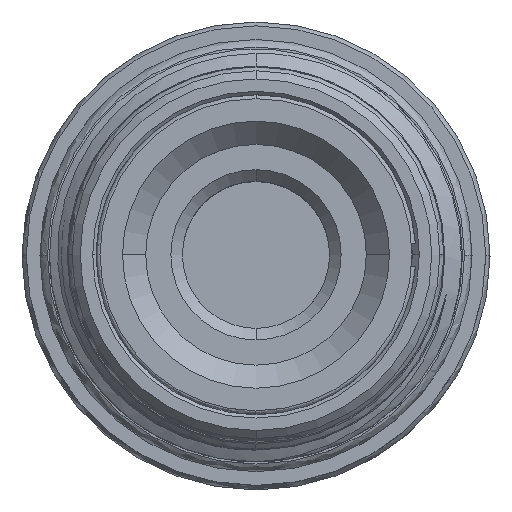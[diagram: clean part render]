
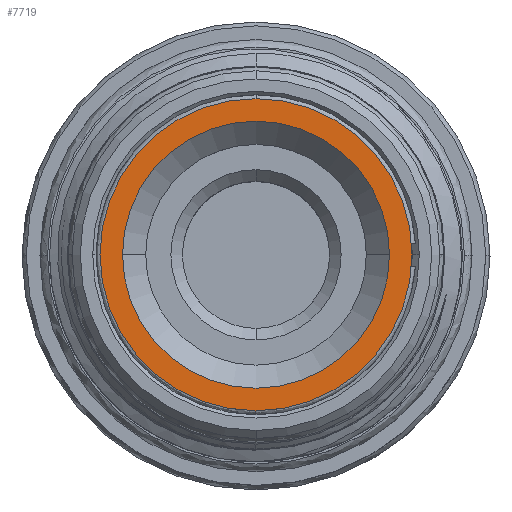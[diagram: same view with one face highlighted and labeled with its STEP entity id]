
A CAD part, top view. The second image highlights one B-rep face of the part: STEP entity #7719.
In plain terms, the highlighted planar face has unit normal (0, 0, 1).
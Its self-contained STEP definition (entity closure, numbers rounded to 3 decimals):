
#2275 = ORIENTED_EDGE ( 'NONE', *, *, #16545, .F. ) ;
#2276 = ORIENTED_EDGE ( 'NONE', *, *, #7003, .F. ) ;
#2277 = ORIENTED_EDGE ( 'NONE', *, *, #16563, .T. ) ;
#2278 = ORIENTED_EDGE ( 'NONE', *, *, #6946, .T. ) ;
#3075 = VERTEX_POINT ( 'NONE', #24116 ) ;
#3110 = VERTEX_POINT ( 'NONE', #24061 ) ;
#3115 = VERTEX_POINT ( 'NONE', #24054 ) ;
#3118 = VERTEX_POINT ( 'NONE', #24048 ) ;
#3810 = EDGE_LOOP ( 'NONE', ( #2275, #2276 ) ) ;
#3820 = EDGE_LOOP ( 'NONE', ( #2277, #2278 ) ) ;
#4586 = CIRCLE ( 'NONE', #6959, 11.525 ) ;
#4643 = CIRCLE ( 'NONE', #20798, 13.47 ) ;
#6163 = DIRECTION ( 'NONE',  ( -1., 0., 0. ) ) ;
#6164 = DIRECTION ( 'NONE',  ( 0., 0., -1. ) ) ;
#6165 = CARTESIAN_POINT ( 'NONE',  ( 0., 0., 108.85 ) ) ;
#6345 = DIRECTION ( 'NONE',  ( 1., 0., 0. ) ) ;
#6346 = DIRECTION ( 'NONE',  ( 0., 0., -1. ) ) ;
#6347 = CARTESIAN_POINT ( 'NONE',  ( 0., 0., 108.85 ) ) ;
#6946 = EDGE_CURVE ( 'NONE', #3110, #3118, #4586, .T. ) ;
#6959 = AXIS2_PLACEMENT_3D ( 'NONE', #6347, #6346, #6345 ) ;
#7003 = EDGE_CURVE ( 'NONE', #3115, #3075, #4643, .T. ) ;
#7719 = ADVANCED_FACE ( 'NONE', ( #33634, #33643 ), #38934, .F. ) ;
#15390 = CIRCLE ( 'NONE', #39695, 13.47 ) ;
#15409 = CIRCLE ( 'NONE', #39701, 11.525 ) ;
#16545 = EDGE_CURVE ( 'NONE', #3075, #3115, #15390, .T. ) ;
#16563 = EDGE_CURVE ( 'NONE', #3118, #3110, #15409, .T. ) ;
#18481 = AXIS2_PLACEMENT_3D ( 'NONE', #38736, #38940, #38964 ) ;
#20798 = AXIS2_PLACEMENT_3D ( 'NONE', #6165, #6164, #6163 ) ;
#22487 = CARTESIAN_POINT ( 'NONE',  ( 0., 0., 108.85 ) ) ;
#22488 = DIRECTION ( 'NONE',  ( 0., 0., -1. ) ) ;
#22489 = DIRECTION ( 'NONE',  ( -1., 0., 0. ) ) ;
#22674 = CARTESIAN_POINT ( 'NONE',  ( 0., 0., 108.85 ) ) ;
#22675 = DIRECTION ( 'NONE',  ( 0., 0., -1. ) ) ;
#22676 = DIRECTION ( 'NONE',  ( 1., 0., 0. ) ) ;
#24048 = CARTESIAN_POINT ( 'NONE',  ( 11.525, 0., 108.85 ) ) ;
#24054 = CARTESIAN_POINT ( 'NONE',  ( 13.47, 0., 108.85 ) ) ;
#24061 = CARTESIAN_POINT ( 'NONE',  ( -11.525, 0., 108.85 ) ) ;
#24116 = CARTESIAN_POINT ( 'NONE',  ( -13.47, 0., 108.85 ) ) ;
#33634 = FACE_OUTER_BOUND ( 'NONE', #3810, .T. ) ;
#33643 = FACE_BOUND ( 'NONE', #3820, .T. ) ;
#38736 = CARTESIAN_POINT ( 'NONE',  ( 13.47, 0., 108.85 ) ) ;
#38934 = PLANE ( 'NONE',  #18481 ) ;
#38940 = DIRECTION ( 'NONE',  ( 0., 0., -1. ) ) ;
#38964 = DIRECTION ( 'NONE',  ( -1., 0., 0. ) ) ;
#39695 = AXIS2_PLACEMENT_3D ( 'NONE', #22487, #22488, #22489 ) ;
#39701 = AXIS2_PLACEMENT_3D ( 'NONE', #22674, #22675, #22676 ) ;
